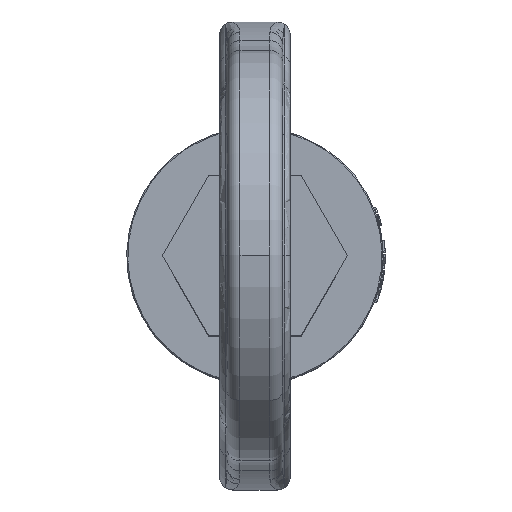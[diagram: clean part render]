
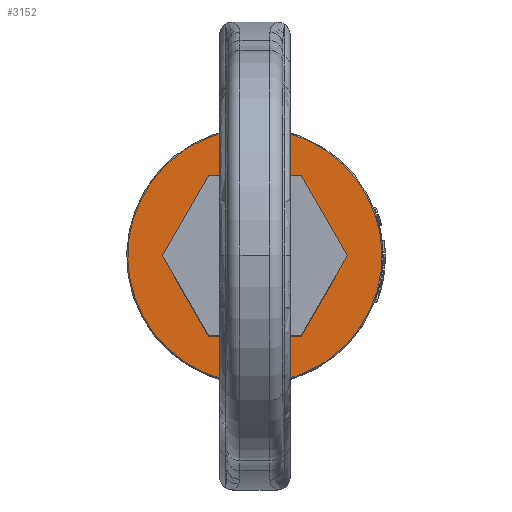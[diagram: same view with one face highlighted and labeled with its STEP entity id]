
A CAD part, top view. The second image highlights one B-rep face of the part: STEP entity #3152.
In plain terms, the highlighted planar face has unit normal (0, 0, 1).
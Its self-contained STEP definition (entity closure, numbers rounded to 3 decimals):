
#1020=CARTESIAN_POINT('Vertex',(21.651,-37.5,-126.)) ;
#1023=CARTESIAN_POINT('Line Origine',(32.476,-18.75,-126.)) ;
#1027=CARTESIAN_POINT('Vertex',(43.301,0.,-126.)) ;
#1051=CARTESIAN_POINT('Vertex',(-21.651,-37.5,-126.)) ;
#1054=CARTESIAN_POINT('Line Origine',(0.,-37.5,-126.)) ;
#1075=CARTESIAN_POINT('Vertex',(-43.301,0.,-126.)) ;
#1078=CARTESIAN_POINT('Line Origine',(-32.476,-18.75,-126.)) ;
#1099=CARTESIAN_POINT('Vertex',(-21.651,37.5,-126.)) ;
#1102=CARTESIAN_POINT('Line Origine',(-32.476,18.75,-126.)) ;
#1123=CARTESIAN_POINT('Vertex',(21.651,37.5,-126.)) ;
#1126=CARTESIAN_POINT('Line Origine',(0.,37.5,-126.)) ;
#1143=CARTESIAN_POINT('Line Origine',(32.476,18.75,-126.)) ;
#3079=CARTESIAN_POINT('Axis2P3D Location',(0.,0.,-126.)) ;
#3085=CARTESIAN_POINT('Control Point',(-28.529,52.221,-126.)) ;
#3086=CARTESIAN_POINT('Control Point',(-23.554,54.939,-126.)) ;
#3087=CARTESIAN_POINT('Control Point',(-18.256,57.064,-126.)) ;
#3088=CARTESIAN_POINT('Control Point',(-12.728,58.546,-126.)) ;
#3089=CARTESIAN_POINT('Control Point',(-1.426,60.164,-126.)) ;
#3090=CARTESIAN_POINT('Control Point',(9.94,59.083,-126.)) ;
#3091=CARTESIAN_POINT('Control Point',(15.532,57.865,-126.)) ;
#3092=CARTESIAN_POINT('Control Point',(26.318,54.121,-126.)) ;
#3093=CARTESIAN_POINT('Control Point',(35.923,47.949,-126.)) ;
#3094=CARTESIAN_POINT('Control Point',(40.335,44.303,-126.)) ;
#3095=CARTESIAN_POINT('Control Point',(48.203,36.03,-126.)) ;
#3096=CARTESIAN_POINT('Control Point',(53.91,26.141,-126.)) ;
#3097=CARTESIAN_POINT('Control Point',(56.158,20.878,-126.)) ;
#3098=CARTESIAN_POINT('Control Point',(59.358,9.919,-126.)) ;
#3099=CARTESIAN_POINT('Control Point',(59.895,-1.486,-126.)) ;
#3100=CARTESIAN_POINT('Control Point',(59.48,-7.194,-126.)) ;
#3101=CARTESIAN_POINT('Control Point',(57.299,-18.401,-126.)) ;
#3102=CARTESIAN_POINT('Control Point',(52.547,-28.782,-126.)) ;
#3103=CARTESIAN_POINT('Control Point',(49.561,-33.665,-126.)) ;
#3104=CARTESIAN_POINT('Control Point',(43.915,-40.813,-126.)) ;
#3105=CARTESIAN_POINT('Control Point',(37.055,-46.745,-126.)) ;
#3106=CARTESIAN_POINT('Control Point',(34.341,-48.773,-126.)) ;
#3107=CARTESIAN_POINT('Control Point',(31.492,-50.602,-126.)) ;
#3108=CARTESIAN_POINT('Control Point',(28.529,-52.221,-126.)) ;
#3109=CARTESIAN_POINT('Vertex',(28.529,-52.221,-126.)) ;
#3111=CARTESIAN_POINT('Vertex',(-28.529,52.221,-126.)) ;
#3115=CARTESIAN_POINT('Control Point',(28.529,-52.221,-126.)) ;
#3116=CARTESIAN_POINT('Control Point',(23.554,-54.939,-126.)) ;
#3117=CARTESIAN_POINT('Control Point',(18.256,-57.064,-126.)) ;
#3118=CARTESIAN_POINT('Control Point',(12.728,-58.546,-126.)) ;
#3119=CARTESIAN_POINT('Control Point',(1.426,-60.164,-126.)) ;
#3120=CARTESIAN_POINT('Control Point',(-9.94,-59.083,-126.)) ;
#3121=CARTESIAN_POINT('Control Point',(-15.532,-57.865,-126.)) ;
#3122=CARTESIAN_POINT('Control Point',(-26.318,-54.121,-126.)) ;
#3123=CARTESIAN_POINT('Control Point',(-35.923,-47.949,-126.)) ;
#3124=CARTESIAN_POINT('Control Point',(-40.335,-44.303,-126.)) ;
#3125=CARTESIAN_POINT('Control Point',(-48.203,-36.03,-126.)) ;
#3126=CARTESIAN_POINT('Control Point',(-53.91,-26.141,-126.)) ;
#3127=CARTESIAN_POINT('Control Point',(-56.158,-20.878,-126.)) ;
#3128=CARTESIAN_POINT('Control Point',(-59.358,-9.919,-126.)) ;
#3129=CARTESIAN_POINT('Control Point',(-59.895,1.486,-126.)) ;
#3130=CARTESIAN_POINT('Control Point',(-59.48,7.194,-126.)) ;
#3131=CARTESIAN_POINT('Control Point',(-57.299,18.401,-126.)) ;
#3132=CARTESIAN_POINT('Control Point',(-52.547,28.782,-126.)) ;
#3133=CARTESIAN_POINT('Control Point',(-49.561,33.665,-126.)) ;
#3134=CARTESIAN_POINT('Control Point',(-43.915,40.813,-126.)) ;
#3135=CARTESIAN_POINT('Control Point',(-37.055,46.745,-126.)) ;
#3136=CARTESIAN_POINT('Control Point',(-34.341,48.773,-126.)) ;
#3137=CARTESIAN_POINT('Control Point',(-31.492,50.602,-126.)) ;
#3138=CARTESIAN_POINT('Control Point',(-28.529,52.221,-126.)) ;
#1024=DIRECTION('Vector Direction',(0.5,0.866,0.)) ;
#1055=DIRECTION('Vector Direction',(1.,0.,0.)) ;
#1079=DIRECTION('Vector Direction',(0.5,-0.866,0.)) ;
#1103=DIRECTION('Vector Direction',(-0.5,-0.866,0.)) ;
#1127=DIRECTION('Vector Direction',(-1.,0.,0.)) ;
#1144=DIRECTION('Vector Direction',(-0.5,0.866,0.)) ;
#3080=DIRECTION('Axis2P3D Direction',(0.,0.,1.)) ;
#3081=DIRECTION('Axis2P3D XDirection',(1.,0.,0.)) ;
#3082=AXIS2_PLACEMENT_3D('Plane Axis2P3D',#3079,#3080,#3081) ;
#3141=ORIENTED_EDGE('',*,*,#3113,.T.) ;
#3142=ORIENTED_EDGE('',*,*,#3139,.T.) ;
#3145=ORIENTED_EDGE('',*,*,#1029,.F.) ;
#3146=ORIENTED_EDGE('',*,*,#1058,.F.) ;
#3147=ORIENTED_EDGE('',*,*,#1082,.F.) ;
#3148=ORIENTED_EDGE('',*,*,#1106,.F.) ;
#3149=ORIENTED_EDGE('',*,*,#1130,.F.) ;
#3150=ORIENTED_EDGE('',*,*,#1147,.F.) ;
#3151=FACE_BOUND('',#3144,.T.) ;
#1025=VECTOR('Line Direction',#1024,1.) ;
#1056=VECTOR('Line Direction',#1055,1.) ;
#1080=VECTOR('Line Direction',#1079,1.) ;
#1104=VECTOR('Line Direction',#1103,1.) ;
#1128=VECTOR('Line Direction',#1127,1.) ;
#1145=VECTOR('Line Direction',#1144,1.) ;
#3152=ADVANCED_FACE('\X2\51434EF6672C9AD4\X0\',(#3143,#3151),#3083,.T.) ;
#3084=B_SPLINE_CURVE_WITH_KNOTS('',5,(#3085,#3086,#3087,#3088,#3089,#3090,#3091,#3092,#3093,#3094,#3095,#3096,#3097,#3098,#3099,#3100,#3101,#3102,#3103,#3104,#3105,#3106,#3107,#3108),.UNSPECIFIED.,.F.,.U.,(6,3,3,3,3,3,3,6),(0.,40.083,80.166,120.248,160.331,200.414,240.497,264.376),.UNSPECIFIED.) ;
#3114=B_SPLINE_CURVE_WITH_KNOTS('',5,(#3115,#3116,#3117,#3118,#3119,#3120,#3121,#3122,#3123,#3124,#3125,#3126,#3127,#3128,#3129,#3130,#3131,#3132,#3133,#3134,#3135,#3136,#3137,#3138),.UNSPECIFIED.,.F.,.U.,(6,3,3,3,3,3,3,6),(0.,40.083,80.166,120.248,160.331,200.414,240.497,264.376),.UNSPECIFIED.) ;
#1029=EDGE_CURVE('',#1021,#1028,#1026,.T.) ;
#1058=EDGE_CURVE('',#1052,#1021,#1057,.T.) ;
#1082=EDGE_CURVE('',#1076,#1052,#1081,.T.) ;
#1106=EDGE_CURVE('',#1100,#1076,#1105,.T.) ;
#1130=EDGE_CURVE('',#1124,#1100,#1129,.T.) ;
#1147=EDGE_CURVE('',#1028,#1124,#1146,.T.) ;
#3113=EDGE_CURVE('',#3110,#3112,#3084,.F.) ;
#3139=EDGE_CURVE('',#3112,#3110,#3114,.F.) ;
#3140=EDGE_LOOP('',(#3141,#3142)) ;
#3144=EDGE_LOOP('',(#3145,#3146,#3147,#3148,#3149,#3150)) ;
#3143=FACE_OUTER_BOUND('',#3140,.T.) ;
#1026=LINE('Line',#1023,#1025) ;
#1057=LINE('Line',#1054,#1056) ;
#1081=LINE('Line',#1078,#1080) ;
#1105=LINE('Line',#1102,#1104) ;
#1129=LINE('Line',#1126,#1128) ;
#1146=LINE('Line',#1143,#1145) ;
#3083=PLANE('',#3082) ;
#1021=VERTEX_POINT('',#1020) ;
#1028=VERTEX_POINT('',#1027) ;
#1052=VERTEX_POINT('',#1051) ;
#1076=VERTEX_POINT('',#1075) ;
#1100=VERTEX_POINT('',#1099) ;
#1124=VERTEX_POINT('',#1123) ;
#3110=VERTEX_POINT('',#3109) ;
#3112=VERTEX_POINT('',#3111) ;
